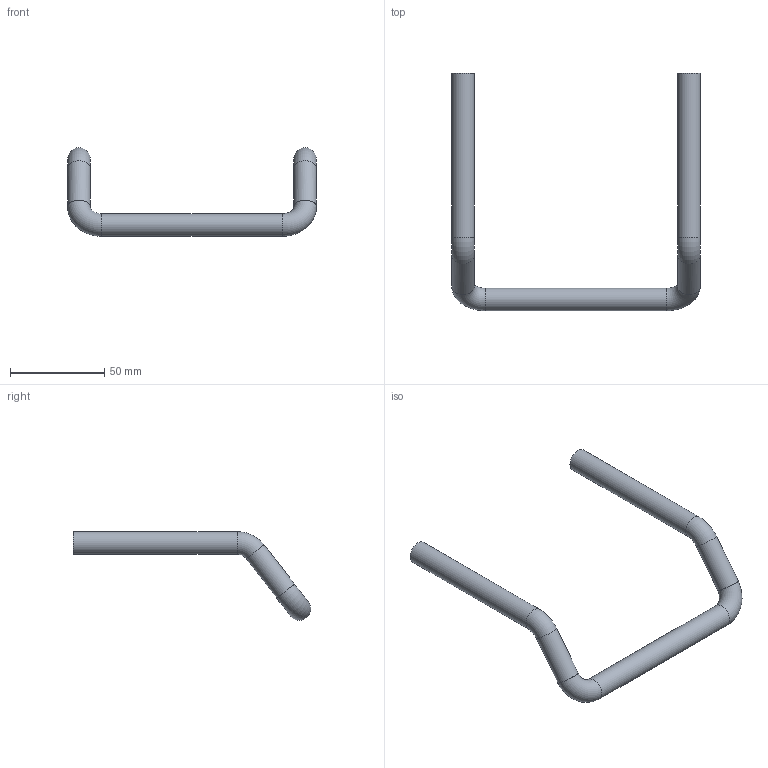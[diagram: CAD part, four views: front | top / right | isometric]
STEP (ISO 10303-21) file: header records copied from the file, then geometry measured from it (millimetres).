
FILE_DESCRIPTION( ( 'STEP AP214' ), '1' );
FILE_NAME( 'K0207.12008.stp', '2020-11-26T12:01:44', ( '' ), ( '' ), ' ', 'PARTsolutions', ' ' );
FILE_SCHEMA( ( 'AUTOMOTIVE_DESIGN { 1 0 10303 214 1 1 1 1 }' ) );
Length unit declared in the file: millimetre
Products named in the file (1): _K0207.12008
Bounding box: 132 x 125.99 x 47 mm (x, y, z)
Volume: 42009.8 mm3; surface area: 15353.8 mm2
Topology: 1 solids, 1 shells, 21 faces, 47 edges, 28 vertices
Faces by surface type: cylinder 7, plane 6, cone 4, torus 4
Full cylindrical faces by diameter (mm): 6.647 x2, 12 x5
Entity records: 610 total; most frequent: DIRECTION 88, CARTESIAN_POINT 64, AXIS2_PLACEMENT_3D 44, ORIENTED_EDGE 44, EDGE_LOOP 36, FACE_OUTER_BOUND 32, EDGE_CURVE 22, CIRCLE 22
